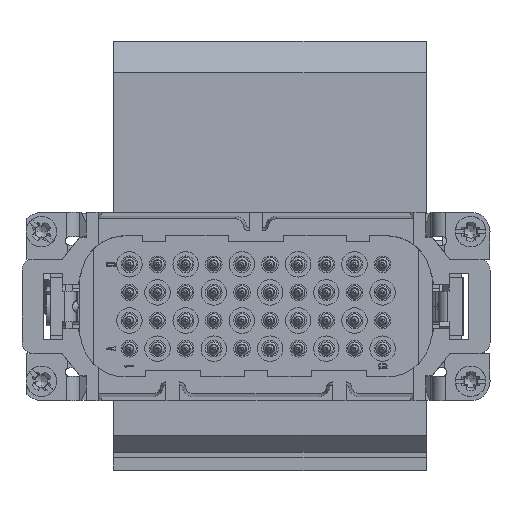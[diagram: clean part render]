
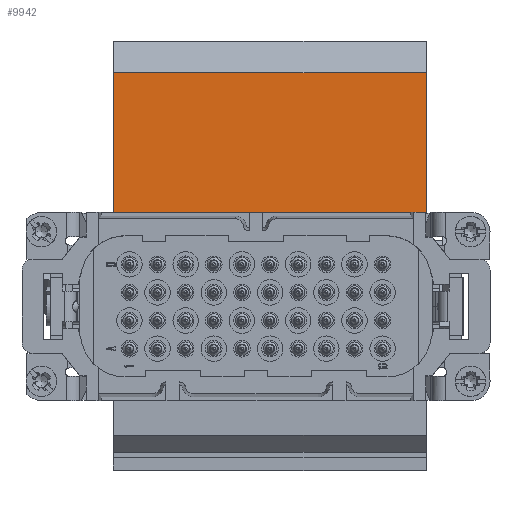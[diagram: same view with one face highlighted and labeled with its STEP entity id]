
A CAD part, top view. The second image highlights one B-rep face of the part: STEP entity #9942.
In plain terms, the highlighted planar face has unit normal (0, 0, 1).
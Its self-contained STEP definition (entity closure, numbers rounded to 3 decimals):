
#9942=ADVANCED_FACE('',(#13929),#12321,.T.);
#12321=PLANE('',#54243);
#13929=FACE_OUTER_BOUND('',#16203,.T.);
#16203=EDGE_LOOP('',(#21542,#21543,#21544,#21545,#21546,#21547,#21548,#21549));
#21542=ORIENTED_EDGE('',*,*,#35289,.F.);
#21543=ORIENTED_EDGE('',*,*,#36594,.F.);
#21544=ORIENTED_EDGE('',*,*,#36595,.F.);
#21545=ORIENTED_EDGE('',*,*,#36596,.F.);
#21546=ORIENTED_EDGE('',*,*,#36597,.T.);
#21547=ORIENTED_EDGE('',*,*,#36598,.F.);
#21548=ORIENTED_EDGE('',*,*,#36599,.F.);
#21549=ORIENTED_EDGE('',*,*,#36592,.T.);
#31082=VERTEX_POINT('',#69537);
#31083=VERTEX_POINT('',#69539);
#32022=VERTEX_POINT('',#72522);
#32023=VERTEX_POINT('',#72526);
#32024=VERTEX_POINT('',#72528);
#32025=VERTEX_POINT('',#72530);
#32026=VERTEX_POINT('',#72532);
#32027=VERTEX_POINT('',#72534);
#35289=EDGE_CURVE('',#31082,#31083,#44192,.T.);
#36592=EDGE_CURVE('',#32022,#31083,#45068,.T.);
#36594=EDGE_CURVE('',#32023,#31082,#45070,.T.);
#36595=EDGE_CURVE('',#32024,#32023,#45071,.T.);
#36596=EDGE_CURVE('',#32025,#32024,#45072,.T.);
#36597=EDGE_CURVE('',#32025,#32026,#45073,.T.);
#36598=EDGE_CURVE('',#32027,#32026,#45074,.T.);
#36599=EDGE_CURVE('',#32022,#32027,#45075,.T.);
#44192=LINE('',#69538,#48081);
#45068=LINE('',#72521,#48957);
#45070=LINE('',#72525,#48959);
#45071=LINE('',#72527,#48960);
#45072=LINE('',#72529,#48961);
#45073=LINE('',#72531,#48962);
#45074=LINE('',#72533,#48963);
#45075=LINE('',#72535,#48964);
#48081=VECTOR('',#57259,1.);
#48957=VECTOR('',#59703,1.);
#48959=VECTOR('',#59707,1.);
#48960=VECTOR('',#59708,1.);
#48961=VECTOR('',#59709,1.);
#48962=VECTOR('',#59710,1.);
#48963=VECTOR('',#59711,1.);
#48964=VECTOR('',#59712,1.);
#54243=AXIS2_PLACEMENT_3D('',#72536,#59713,#59714);
#57259=DIRECTION('',(0.,1.,0.));
#59703=DIRECTION('',(-1.,0.,0.));
#59707=DIRECTION('',(-1.,0.,0.));
#59708=DIRECTION('',(0.,-1.,0.));
#59709=DIRECTION('',(-1.,0.,0.));
#59710=DIRECTION('',(0.,-1.,0.));
#59711=DIRECTION('',(-1.,0.,0.));
#59712=DIRECTION('',(0.,-1.,0.));
#59713=DIRECTION('',(0.,0.,1.));
#59714=DIRECTION('',(0.,-1.,0.));
#69537=CARTESIAN_POINT('',(-25.74,15.75,-37.5));
#69538=CARTESIAN_POINT('',(-25.74,16.75,-37.5));
#69539=CARTESIAN_POINT('',(-25.74,42.307,-37.5));
#72521=CARTESIAN_POINT('',(-25.74,42.307,-37.5));
#72522=CARTESIAN_POINT('',(30.76,42.307,-37.5));
#72525=CARTESIAN_POINT('',(-25.74,15.75,-37.5));
#72526=CARTESIAN_POINT('',(25.06,15.75,-37.5));
#72527=CARTESIAN_POINT('',(25.06,41.892,-37.5));
#72528=CARTESIAN_POINT('',(25.06,15.787,-37.5));
#72529=CARTESIAN_POINT('',(-25.74,15.787,-37.5));
#72530=CARTESIAN_POINT('',(26.26,15.787,-37.5));
#72531=CARTESIAN_POINT('',(26.26,41.892,-37.5));
#72532=CARTESIAN_POINT('',(26.26,10.837,-37.5));
#72533=CARTESIAN_POINT('',(-25.74,10.837,-37.5));
#72534=CARTESIAN_POINT('',(30.76,10.837,-37.5));
#72535=CARTESIAN_POINT('',(30.76,41.892,-37.5));
#72536=CARTESIAN_POINT('',(-25.74,41.892,-37.5));
